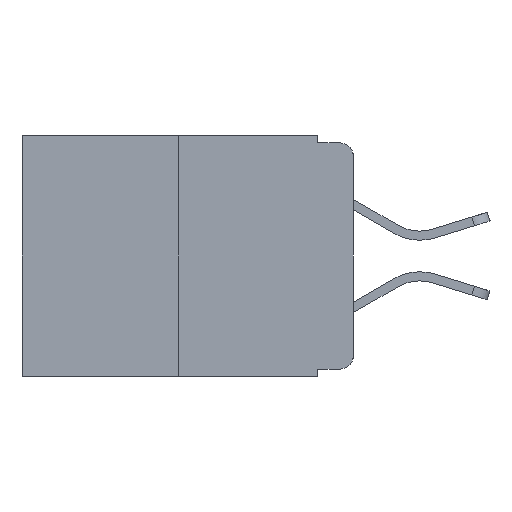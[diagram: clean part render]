
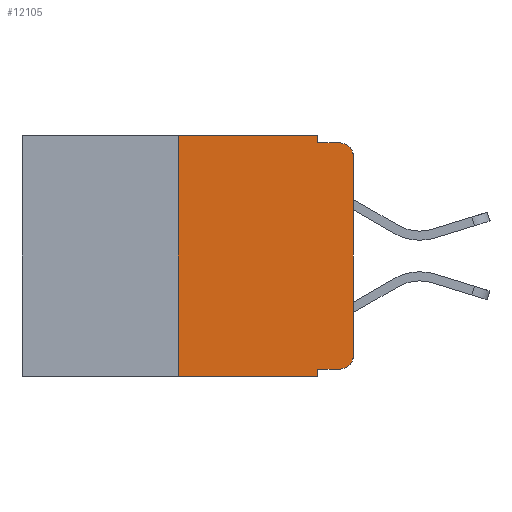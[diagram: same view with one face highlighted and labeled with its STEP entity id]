
A CAD part, left-side view. The second image highlights one B-rep face of the part: STEP entity #12105.
In plain terms, the highlighted planar face has unit normal (-1, 0, 0).
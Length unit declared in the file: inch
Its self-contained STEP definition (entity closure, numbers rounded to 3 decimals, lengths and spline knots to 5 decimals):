
#444 = LINE ( 'NONE', #984, #8786 ) ;
#860 = DIRECTION ( 'NONE',  ( 0., -1., 0. ) ) ;
#984 = CARTESIAN_POINT ( 'NONE',  ( 0., 0.473, -0.343 ) ) ;
#1020 = DIRECTION ( 'NONE',  ( 0., 0., -1. ) ) ;
#1076 = CARTESIAN_POINT ( 'NONE',  ( 0., 0., -0.313 ) ) ;
#1579 = ORIENTED_EDGE ( 'NONE', *, *, #4840, .T. ) ;
#1719 = VERTEX_POINT ( 'NONE', #17169 ) ;
#1722 = CARTESIAN_POINT ( 'NONE',  ( 0., 0.051, 0. ) ) ;
#2831 = VERTEX_POINT ( 'NONE', #2933 ) ;
#2858 = EDGE_CURVE ( 'NONE', #2831, #3052, #8063, .T. ) ;
#2933 = CARTESIAN_POINT ( 'NONE',  ( 0., 0.051, -0.333 ) ) ;
#3052 = VERTEX_POINT ( 'NONE', #11244 ) ;
#3111 = ORIENTED_EDGE ( 'NONE', *, *, #16953, .F. ) ;
#3189 = EDGE_CURVE ( 'NONE', #19304, #3052, #444, .T. ) ;
#3287 = FACE_OUTER_BOUND ( 'NONE', #10867, .T. ) ;
#3367 = VERTEX_POINT ( 'NONE', #6136 ) ;
#4055 = DIRECTION ( 'NONE',  ( 0., 0., 1. ) ) ;
#4116 = CARTESIAN_POINT ( 'NONE',  ( 0., 0.051, -0.01 ) ) ;
#4356 = CARTESIAN_POINT ( 'NONE',  ( 0., 0.25, -0.343 ) ) ;
#4515 = VERTEX_POINT ( 'NONE', #19726 ) ;
#4840 = EDGE_CURVE ( 'NONE', #8997, #4913, #15360, .T. ) ;
#4851 = VECTOR ( 'NONE', #860, 39.37008 ) ;
#4913 = VERTEX_POINT ( 'NONE', #13170 ) ;
#4952 = EDGE_CURVE ( 'NONE', #17078, #1719, #16977, .T. ) ;
#5058 = ORIENTED_EDGE ( 'NONE', *, *, #18575, .F. ) ;
#5399 = VECTOR ( 'NONE', #4055, 39.37008 ) ;
#5653 = DIRECTION ( 'NONE',  ( -1., 0., 0. ) ) ;
#5705 = PLANE ( 'NONE',  #14466 ) ;
#5818 = CARTESIAN_POINT ( 'NONE',  ( 0., 0.051, 0. ) ) ;
#6136 = CARTESIAN_POINT ( 'NONE',  ( 0., 0.25, 0. ) ) ;
#6208 = VECTOR ( 'NONE', #11481, 39.37008 ) ;
#7018 = EDGE_CURVE ( 'NONE', #12876, #17078, #15738, .T. ) ;
#7657 = VECTOR ( 'NONE', #8924, 39.37008 ) ;
#7851 = CIRCLE ( 'NONE', #17404, 0.02 ) ;
#8063 = LINE ( 'NONE', #18270, #15661 ) ;
#8106 = DIRECTION ( 'NONE',  ( 0., -1., 0. ) ) ;
#8365 = DIRECTION ( 'NONE',  ( -1., 0., 0. ) ) ;
#8717 = CARTESIAN_POINT ( 'NONE',  ( 0., 0.051, -0.01 ) ) ;
#8786 = VECTOR ( 'NONE', #17796, 39.37008 ) ;
#8924 = DIRECTION ( 'NONE',  ( 0., 0., -1. ) ) ;
#8997 = VERTEX_POINT ( 'NONE', #1076 ) ;
#9308 = ORIENTED_EDGE ( 'NONE', *, *, #13548, .T. ) ;
#9945 = CARTESIAN_POINT ( 'NONE',  ( 0., 0.473, 0. ) ) ;
#10106 = ORIENTED_EDGE ( 'NONE', *, *, #11435, .T. ) ;
#10160 = AXIS2_PLACEMENT_3D ( 'NONE', #14759, #5653, #16282 ) ;
#10260 = CARTESIAN_POINT ( 'NONE',  ( 0., 0.25, 0. ) ) ;
#10330 = DIRECTION ( 'NONE',  ( 1., 0., 0. ) ) ;
#10772 = DIRECTION ( 'NONE',  ( 0., 0., -1. ) ) ;
#10867 = EDGE_LOOP ( 'NONE', ( #1579, #10106, #13199, #11083, #3111, #5058, #18936, #19405, #9308, #17774 ) ) ;
#11083 = ORIENTED_EDGE ( 'NONE', *, *, #7018, .F. ) ;
#11244 = CARTESIAN_POINT ( 'NONE',  ( 0., 0.051, -0.343 ) ) ;
#11435 = EDGE_CURVE ( 'NONE', #4913, #1719, #14546, .T. ) ;
#11481 = DIRECTION ( 'NONE',  ( 0., -1., 0. ) ) ;
#11536 = DIRECTION ( 'NONE',  ( 0., 0., 1. ) ) ;
#12105 = ADVANCED_FACE ( 'NONE', ( #3287 ), #5705, .F. ) ;
#12876 = VERTEX_POINT ( 'NONE', #1722 ) ;
#13170 = CARTESIAN_POINT ( 'NONE',  ( 0., 0., -0.03 ) ) ;
#13199 = ORIENTED_EDGE ( 'NONE', *, *, #4952, .F. ) ;
#13548 = EDGE_CURVE ( 'NONE', #2831, #4515, #17532, .T. ) ;
#14466 = AXIS2_PLACEMENT_3D ( 'NONE', #19263, #10330, #1020 ) ;
#14546 = CIRCLE ( 'NONE', #10160, 0.02 ) ;
#14759 = CARTESIAN_POINT ( 'NONE',  ( 0., 0.02, -0.03 ) ) ;
#15360 = LINE ( 'NONE', #17484, #19334 ) ;
#15661 = VECTOR ( 'NONE', #10772, 39.37008 ) ;
#15668 = CARTESIAN_POINT ( 'NONE',  ( 0., 0.051, -0.333 ) ) ;
#15738 = LINE ( 'NONE', #5818, #7657 ) ;
#16282 = DIRECTION ( 'NONE',  ( 0., 0., -1. ) ) ;
#16953 = EDGE_CURVE ( 'NONE', #3367, #12876, #18295, .T. ) ;
#16977 = LINE ( 'NONE', #8717, #4851 ) ;
#17031 = LINE ( 'NONE', #10260, #5399 ) ;
#17058 = VECTOR ( 'NONE', #8106, 39.37008 ) ;
#17078 = VERTEX_POINT ( 'NONE', #4116 ) ;
#17169 = CARTESIAN_POINT ( 'NONE',  ( 0., 0.02, -0.01 ) ) ;
#17398 = CARTESIAN_POINT ( 'NONE',  ( 0., 0.02, -0.313 ) ) ;
#17404 = AXIS2_PLACEMENT_3D ( 'NONE', #17398, #8365, #18918 ) ;
#17484 = CARTESIAN_POINT ( 'NONE',  ( 0., 0., 0. ) ) ;
#17532 = LINE ( 'NONE', #15668, #17058 ) ;
#17553 = EDGE_CURVE ( 'NONE', #4515, #8997, #7851, .T. ) ;
#17774 = ORIENTED_EDGE ( 'NONE', *, *, #17553, .T. ) ;
#17796 = DIRECTION ( 'NONE',  ( 0., -1., 0. ) ) ;
#18270 = CARTESIAN_POINT ( 'NONE',  ( 0., 0.051, 0. ) ) ;
#18295 = LINE ( 'NONE', #9945, #6208 ) ;
#18575 = EDGE_CURVE ( 'NONE', #19304, #3367, #17031, .T. ) ;
#18918 = DIRECTION ( 'NONE',  ( 0., 0., -1. ) ) ;
#18936 = ORIENTED_EDGE ( 'NONE', *, *, #3189, .T. ) ;
#19263 = CARTESIAN_POINT ( 'NONE',  ( 0., 0.473, 0. ) ) ;
#19304 = VERTEX_POINT ( 'NONE', #4356 ) ;
#19334 = VECTOR ( 'NONE', #11536, 39.37008 ) ;
#19405 = ORIENTED_EDGE ( 'NONE', *, *, #2858, .F. ) ;
#19726 = CARTESIAN_POINT ( 'NONE',  ( 0., 0.02, -0.333 ) ) ;
